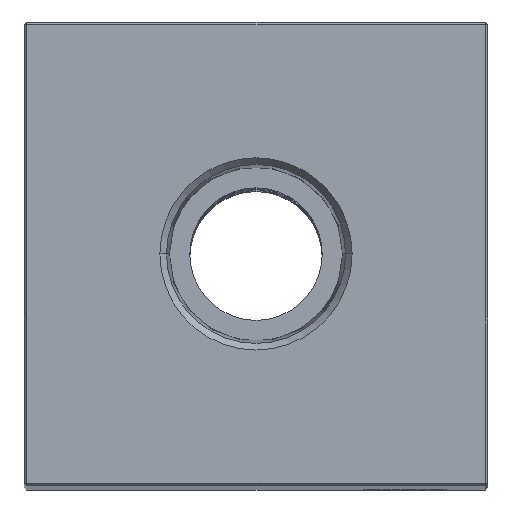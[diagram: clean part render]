
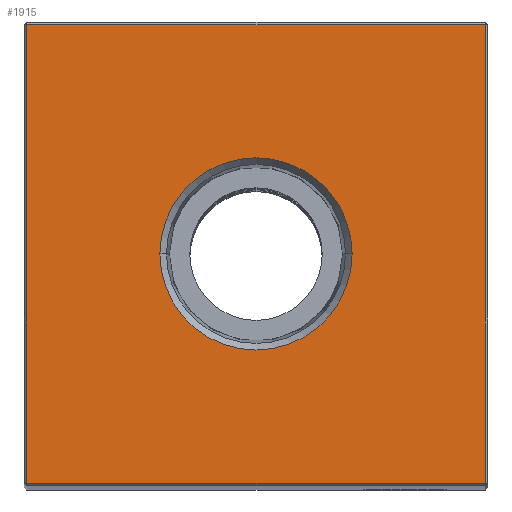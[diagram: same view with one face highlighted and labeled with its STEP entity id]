
A CAD part, top view. The second image highlights one B-rep face of the part: STEP entity #1915.
In plain terms, the highlighted planar face has unit normal (0, 0, 1).
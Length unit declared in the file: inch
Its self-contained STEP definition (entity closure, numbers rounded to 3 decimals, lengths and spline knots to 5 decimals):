
#325 = CARTESIAN_POINT ( 'NONE',  ( 0., 0., 9. ) ) ;
#1915 = ADVANCED_FACE ( 'NONE', ( #14092, #15911 ), #11884, .F. ) ;
#2037 = VECTOR ( 'NONE', #10528, 39.37008 ) ;
#2643 = EDGE_CURVE ( 'NONE', #9780, #24465, #24418, .T. ) ;
#3280 = CARTESIAN_POINT ( 'NONE',  ( -0.865, 0.865, 9. ) ) ;
#3283 = AXIS2_PLACEMENT_3D ( 'NONE', #325, #10320, #6035 ) ;
#3574 = EDGE_CURVE ( 'NONE', #23061, #14805, #13050, .T. ) ;
#3608 = CIRCLE ( 'NONE', #5286, 0.3626 ) ;
#3687 = AXIS2_PLACEMENT_3D ( 'NONE', #19477, #13486, #22836 ) ;
#3777 = VERTEX_POINT ( 'NONE', #3280 ) ;
#4023 = ORIENTED_EDGE ( 'NONE', *, *, #14636, .T. ) ;
#4353 = ORIENTED_EDGE ( 'NONE', *, *, #16227, .T. ) ;
#4590 = ORIENTED_EDGE ( 'NONE', *, *, #7970, .F. ) ;
#5286 = AXIS2_PLACEMENT_3D ( 'NONE', #12734, #10406, #6871 ) ;
#5306 = CARTESIAN_POINT ( 'NONE',  ( 0., 0.865, 9. ) ) ;
#5783 = EDGE_CURVE ( 'NONE', #23767, #3777, #23080, .T. ) ;
#5969 = CARTESIAN_POINT ( 'NONE',  ( -0.3626, 0., 9. ) ) ;
#6035 = DIRECTION ( 'NONE',  ( -1., 0., 0. ) ) ;
#6871 = DIRECTION ( 'NONE',  ( 1., 0., 0. ) ) ;
#6979 = VECTOR ( 'NONE', #21244, 39.37008 ) ;
#7194 = CARTESIAN_POINT ( 'NONE',  ( 0., -0.865, 9. ) ) ;
#7414 = CARTESIAN_POINT ( 'NONE',  ( -0.865, -0.865, 9. ) ) ;
#7970 = EDGE_CURVE ( 'NONE', #24465, #9780, #3608, .T. ) ;
#8677 = VECTOR ( 'NONE', #13177, 39.37008 ) ;
#9401 = EDGE_LOOP ( 'NONE', ( #4590, #11551 ) ) ;
#9780 = VERTEX_POINT ( 'NONE', #5969 ) ;
#10273 = CARTESIAN_POINT ( 'NONE',  ( 0.865, 0., 9. ) ) ;
#10320 = DIRECTION ( 'NONE',  ( 0., 0., -1. ) ) ;
#10406 = DIRECTION ( 'NONE',  ( 0., 0., 1. ) ) ;
#10528 = DIRECTION ( 'NONE',  ( 0., 1., 0. ) ) ;
#11108 = CARTESIAN_POINT ( 'NONE',  ( -0.865, 0., 9. ) ) ;
#11551 = ORIENTED_EDGE ( 'NONE', *, *, #2643, .F. ) ;
#11884 = PLANE ( 'NONE',  #3283 ) ;
#12462 = ORIENTED_EDGE ( 'NONE', *, *, #5783, .T. ) ;
#12734 = CARTESIAN_POINT ( 'NONE',  ( 0., 0., 9. ) ) ;
#13050 = LINE ( 'NONE', #7194, #8677 ) ;
#13177 = DIRECTION ( 'NONE',  ( 1., 0., 0. ) ) ;
#13486 = DIRECTION ( 'NONE',  ( 0., 0., 1. ) ) ;
#13717 = VECTOR ( 'NONE', #19083, 39.37008 ) ;
#14029 = CARTESIAN_POINT ( 'NONE',  ( 0.865, 0.865, 9. ) ) ;
#14092 = FACE_OUTER_BOUND ( 'NONE', #25429, .T. ) ;
#14317 = CARTESIAN_POINT ( 'NONE',  ( 0.3626, 0., 9. ) ) ;
#14636 = EDGE_CURVE ( 'NONE', #3777, #23061, #20730, .T. ) ;
#14805 = VERTEX_POINT ( 'NONE', #25393 ) ;
#15911 = FACE_BOUND ( 'NONE', #9401, .T. ) ;
#16227 = EDGE_CURVE ( 'NONE', #14805, #23767, #21962, .T. ) ;
#19083 = DIRECTION ( 'NONE',  ( -1., 0., 0. ) ) ;
#19477 = CARTESIAN_POINT ( 'NONE',  ( 0., 0., 9. ) ) ;
#19810 = ORIENTED_EDGE ( 'NONE', *, *, #3574, .T. ) ;
#20730 = LINE ( 'NONE', #11108, #6979 ) ;
#21244 = DIRECTION ( 'NONE',  ( 0., -1., 0. ) ) ;
#21962 = LINE ( 'NONE', #10273, #2037 ) ;
#22836 = DIRECTION ( 'NONE',  ( 1., 0., 0. ) ) ;
#23061 = VERTEX_POINT ( 'NONE', #7414 ) ;
#23080 = LINE ( 'NONE', #5306, #13717 ) ;
#23767 = VERTEX_POINT ( 'NONE', #14029 ) ;
#24418 = CIRCLE ( 'NONE', #3687, 0.3626 ) ;
#24465 = VERTEX_POINT ( 'NONE', #14317 ) ;
#25393 = CARTESIAN_POINT ( 'NONE',  ( 0.865, -0.865, 9. ) ) ;
#25429 = EDGE_LOOP ( 'NONE', ( #4023, #19810, #4353, #12462 ) ) ;
